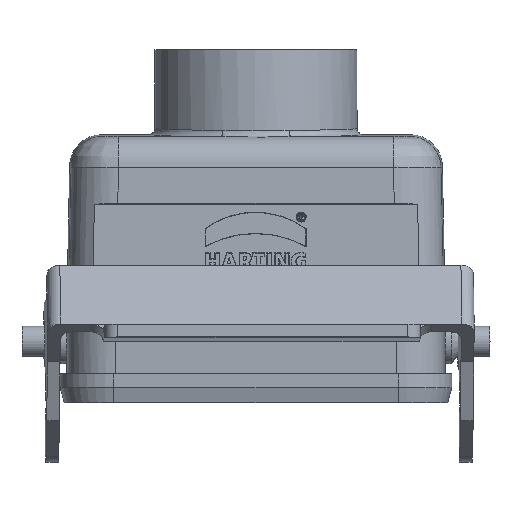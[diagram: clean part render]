
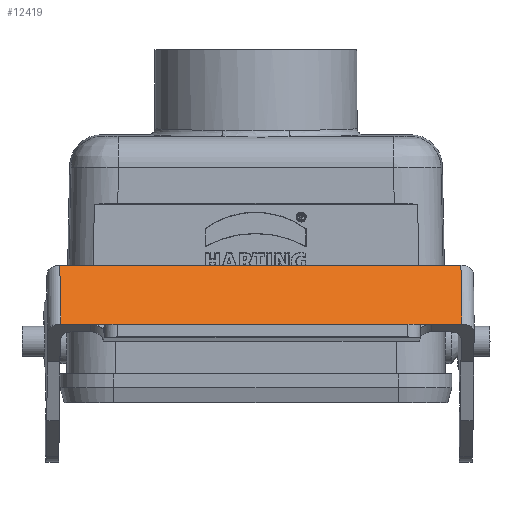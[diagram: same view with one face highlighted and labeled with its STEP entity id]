
A CAD part, front view. The second image highlights one B-rep face of the part: STEP entity #12419.
In plain terms, the highlighted face is planar.
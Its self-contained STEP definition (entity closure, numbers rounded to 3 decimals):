
#12277=CARTESIAN_POINT('',(27.125,6.684,-63.5));
#12278=VERTEX_POINT('',#12277);
#12296=CARTESIAN_POINT('',(27.125,18.684,-63.5));
#12297=VERTEX_POINT('',#12296);
#12305=CARTESIAN_POINT('',(27.125,18.684,-63.5));
#12306=DIRECTION('',(0.0,-1.0,0.0));
#12307=VECTOR('',#12306,12.);
#12308=LINE('',#12305,#12307);
#12309=EDGE_CURVE('',#12297,#12278,#12308,.T.);
#12320=CARTESIAN_POINT('',(27.125,6.684,0.0));
#12321=VERTEX_POINT('',#12320);
#12322=CARTESIAN_POINT('',(27.125,6.684,-63.5));
#12323=DIRECTION('',(0.0,0.0,1.0));
#12324=VECTOR('',#12323,63.5);
#12325=LINE('',#12322,#12324);
#12326=EDGE_CURVE('',#12278,#12321,#12325,.T.);
#12380=CARTESIAN_POINT('',(27.125,12.684,-31.75));
#12381=DIRECTION('',(1.0,0.0,0.0));
#12382=DIRECTION('',(0.0,0.0,-1.0));
#12383=AXIS2_PLACEMENT_3D('',#12380,#12381,#12382);
#12384=PLANE('',#12383);
#12385=ORIENTED_EDGE('',*,*,#12309,.F.);
#12386=CARTESIAN_POINT('',(27.125,18.684,-58.75));
#12387=VERTEX_POINT('',#12386);
#12388=CARTESIAN_POINT('',(27.125,18.684,-58.75));
#12389=DIRECTION('',(0.0,0.0,-1.0));
#12390=VECTOR('',#12389,4.75);
#12391=LINE('',#12388,#12390);
#12392=EDGE_CURVE('',#12387,#12297,#12391,.T.);
#12393=ORIENTED_EDGE('',*,*,#12392,.F.);
#12394=CARTESIAN_POINT('',(27.125,18.684,-4.75));
#12395=VERTEX_POINT('',#12394);
#12396=CARTESIAN_POINT('',(27.125,18.684,-4.75));
#12397=DIRECTION('',(0.0,0.0,-1.0));
#12398=VECTOR('',#12397,54.);
#12399=LINE('',#12396,#12398);
#12400=EDGE_CURVE('',#12395,#12387,#12399,.T.);
#12401=ORIENTED_EDGE('',*,*,#12400,.F.);
#12402=CARTESIAN_POINT('',(27.125,18.684,0.0));
#12403=VERTEX_POINT('',#12402);
#12404=CARTESIAN_POINT('',(27.125,18.684,0.0));
#12405=DIRECTION('',(0.0,0.0,-1.0));
#12406=VECTOR('',#12405,4.75);
#12407=LINE('',#12404,#12406);
#12408=EDGE_CURVE('',#12403,#12395,#12407,.T.);
#12409=ORIENTED_EDGE('',*,*,#12408,.F.);
#12410=CARTESIAN_POINT('',(27.125,6.684,0.0));
#12411=DIRECTION('',(0.0,1.0,0.0));
#12412=VECTOR('',#12411,12.);
#12413=LINE('',#12410,#12412);
#12414=EDGE_CURVE('',#12321,#12403,#12413,.T.);
#12415=ORIENTED_EDGE('',*,*,#12414,.F.);
#12416=ORIENTED_EDGE('',*,*,#12326,.F.);
#12417=EDGE_LOOP('',(#12385,#12393,#12401,#12409,#12415,#12416));
#12418=FACE_OUTER_BOUND('',#12417,.T.);
#12419=ADVANCED_FACE('',(#12418),#12384,.T.);
